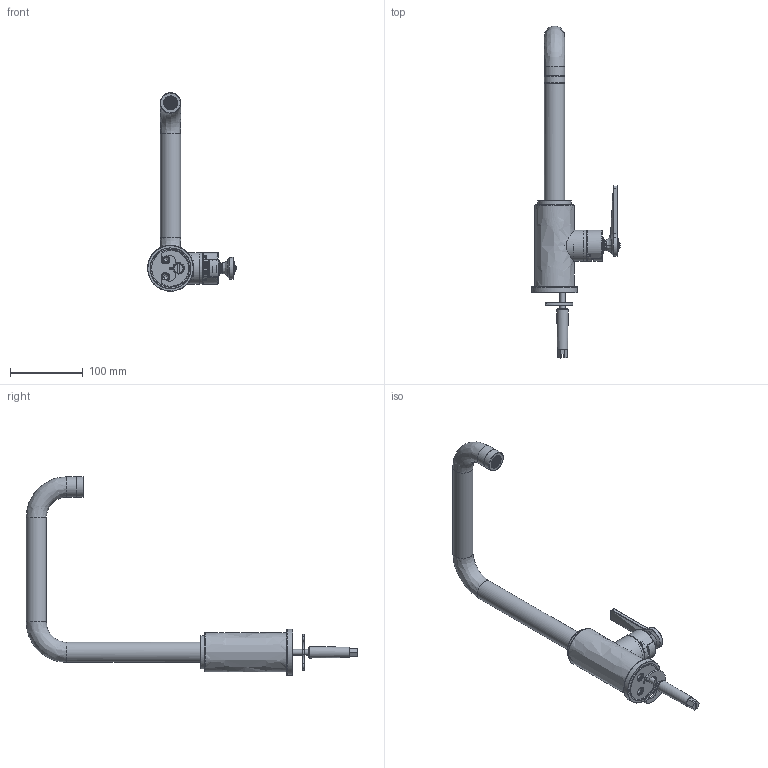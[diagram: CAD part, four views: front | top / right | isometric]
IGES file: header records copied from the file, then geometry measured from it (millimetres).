
Global section: file name: V7KA32LF; native system: Autodesk Inventor 2024; preprocessor: unknown; author: rclarke; date: 20231128.115603; units: millimetre
Bounding box: 122.3 x 457.45 x 273.6 mm (x, y, z)
Volume: 441461.2 mm3; surface area: 209486.1 mm2
Topology: 37 solids, 37 shells, 3278 faces, 8503 edges, 5409 vertices
Faces by surface type: bspline 3278
